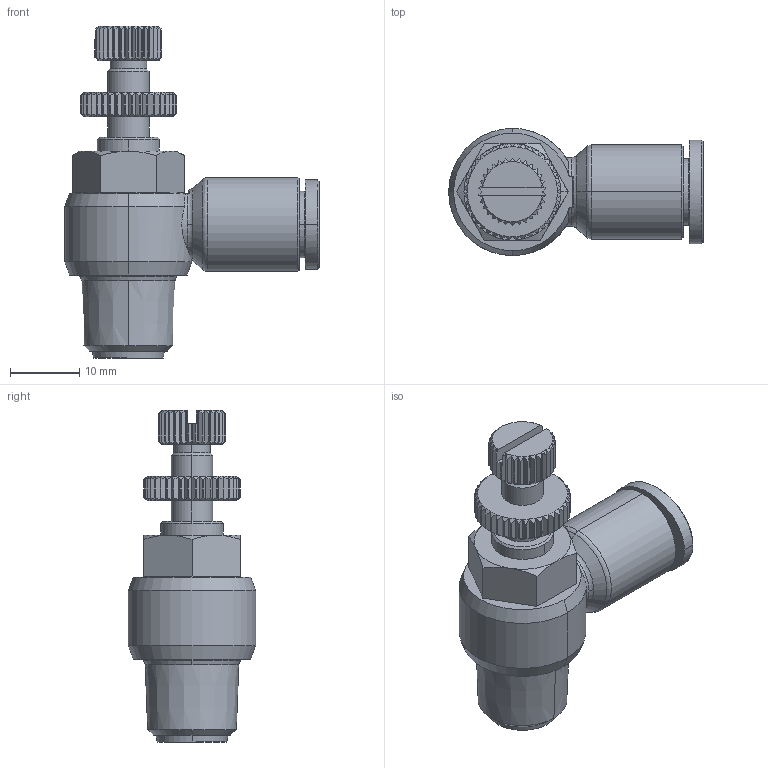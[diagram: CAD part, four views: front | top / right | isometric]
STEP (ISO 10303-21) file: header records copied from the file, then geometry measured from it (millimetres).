
FILE_DESCRIPTION (( 'STEP AP214' ), '1' );
FILE_NAME ('NSE08-02IN.STEP', '2015-10-26T15:57:30', ( '' ), ( '' ), 'SwSTEP 2.0', 'SolidWorks 2015', '' );
FILE_SCHEMA (( 'AUTOMOTIVE_DESIGN' ));
Length unit declared in the file: millimetre
Products named in the file (2): NSE08-02IN; ｦ+ﾃｦ1
Assembly tree (1 placements, depth 2):
  NSE08-02IN
    ｦ+ﾃｦ1
Bounding box: 36.8 x 18.4 x 48 mm (x, y, z)
Volume: 8454.6 mm3; surface area: 4509.4 mm2
Topology: 1 solids, 1 shells, 791 faces, 2098 edges, 1338 vertices
Faces by surface type: plane 500, cylinder 138, cone 117, bspline 34, torus 2
Entity records: 26956 total; most frequent: CARTESIAN_POINT 7527, ORIENTED_EDGE 4196, DIRECTION 3514, EDGE_CURVE 2098, VERTEX_POINT 1338, LINE 1302, VECTOR 1302, AXIS2_PLACEMENT_3D 1106
